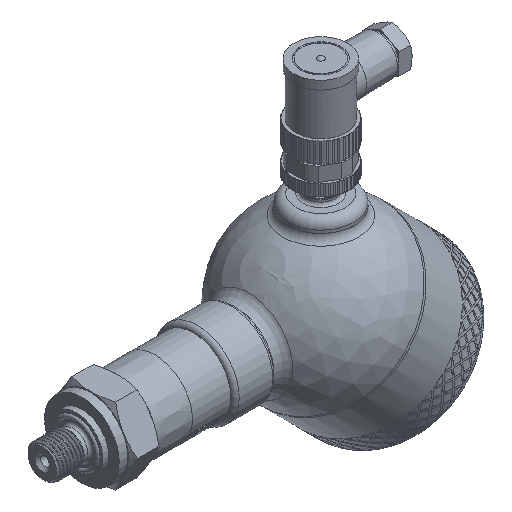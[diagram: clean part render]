
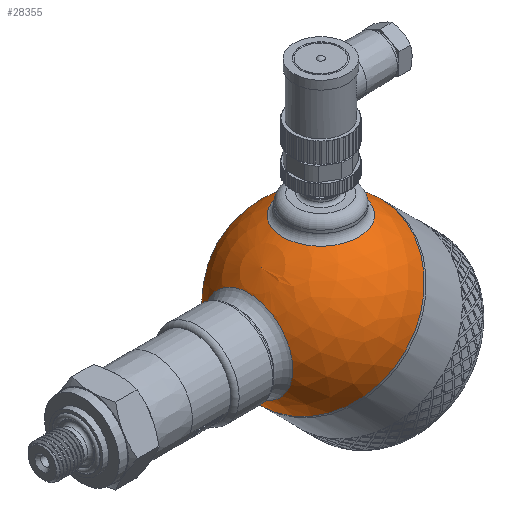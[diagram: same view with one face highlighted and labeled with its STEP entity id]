
A CAD part, isometric view. The second image highlights one B-rep face of the part: STEP entity #28355.
In plain terms, the highlighted spherical face has radius 30 mm.
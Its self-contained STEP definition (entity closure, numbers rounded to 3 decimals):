
#45=SPHERICAL_SURFACE('',#30107,30.);
#1073=FACE_BOUND('',#3797,.T.);
#1074=FACE_BOUND('',#3798,.T.);
#1985=FACE_OUTER_BOUND('',#3796,.T.);
#3796=EDGE_LOOP('',(#20232,#20233,#20234,#20235));
#3797=EDGE_LOOP('',(#20236));
#3798=EDGE_LOOP('',(#20237));
#5527=CIRCLE('',#30030,30.);
#5528=CIRCLE('',#30031,30.);
#5555=CIRCLE('',#30103,13.5);
#5558=CIRCLE('',#30108,30.);
#5559=CIRCLE('',#30109,15.643);
#11031=VERTEX_POINT('',#38835);
#11032=VERTEX_POINT('',#38837);
#11507=VERTEX_POINT('',#44899);
#11509=VERTEX_POINT('',#44906);
#11510=VERTEX_POINT('',#44908);
#14090=EDGE_CURVE('',#11031,#11032,#5527,.T.);
#14091=EDGE_CURVE('',#11032,#11031,#5528,.T.);
#14806=EDGE_CURVE('',#11507,#11507,#5555,.T.);
#14809=EDGE_CURVE('',#11032,#11509,#5558,.T.);
#14810=EDGE_CURVE('',#11510,#11510,#5559,.T.);
#20232=ORIENTED_EDGE('',*,*,#14091,.F.);
#20233=ORIENTED_EDGE('',*,*,#14809,.T.);
#20234=ORIENTED_EDGE('',*,*,#14809,.F.);
#20235=ORIENTED_EDGE('',*,*,#14090,.F.);
#20236=ORIENTED_EDGE('',*,*,#14810,.F.);
#20237=ORIENTED_EDGE('',*,*,#14806,.F.);
#28355=ADVANCED_FACE('',(#1985,#1073,#1074),#45,.T.);
#30030=AXIS2_PLACEMENT_3D('',#38838,#31931,#31932);
#30031=AXIS2_PLACEMENT_3D('',#38839,#31933,#31934);
#30103=AXIS2_PLACEMENT_3D('',#44900,#32329,#32330);
#30107=AXIS2_PLACEMENT_3D('',#44905,#32337,#32338);
#30108=AXIS2_PLACEMENT_3D('',#44907,#32339,#32340);
#30109=AXIS2_PLACEMENT_3D('',#44909,#32341,#32342);
#31931=DIRECTION('center_axis',(1.,0.,0.));
#31932=DIRECTION('ref_axis',(0.,1.,0.));
#31933=DIRECTION('center_axis',(1.,0.,0.));
#31934=DIRECTION('ref_axis',(0.,1.,0.));
#32329=DIRECTION('center_axis',(-0.707,0.,-0.707));
#32330=DIRECTION('ref_axis',(-0.707,0.,0.707));
#32337=DIRECTION('center_axis',(1.,0.,0.));
#32338=DIRECTION('ref_axis',(0.,-1.,0.));
#32339=DIRECTION('center_axis',(0.,0.,1.));
#32340=DIRECTION('ref_axis',(0.,1.,0.));
#32341=DIRECTION('center_axis',(-0.707,0.,0.707));
#32342=DIRECTION('ref_axis',(0.707,0.,0.707));
#38835=CARTESIAN_POINT('',(0.,-30.,0.));
#38837=CARTESIAN_POINT('',(0.,30.,0.));
#38838=CARTESIAN_POINT('Origin',(0.,0.,0.));
#38839=CARTESIAN_POINT('Origin',(0.,0.,0.));
#44899=CARTESIAN_POINT('',(-9.398,0.,-28.49));
#44900=CARTESIAN_POINT('Origin',(-18.944,0.,-18.944));
#44905=CARTESIAN_POINT('Origin',(0.,0.,0.));
#44906=CARTESIAN_POINT('',(-30.,0.,0.));
#44907=CARTESIAN_POINT('Origin',(0.,0.,0.));
#44908=CARTESIAN_POINT('',(-29.162,0.,7.04));
#44909=CARTESIAN_POINT('Origin',(-18.101,0.,18.101));
